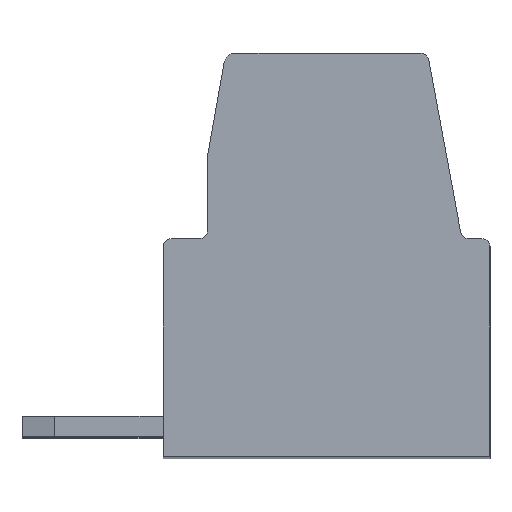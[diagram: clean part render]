
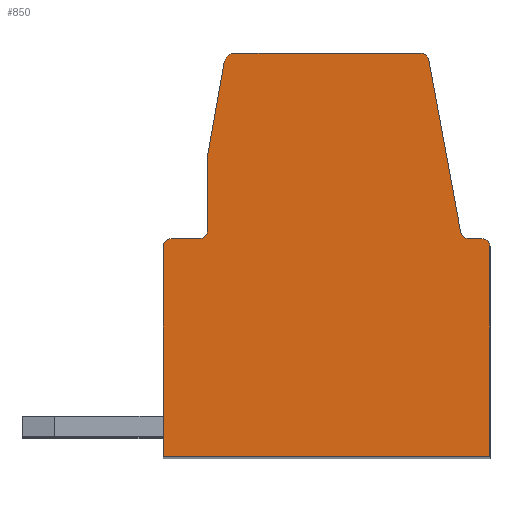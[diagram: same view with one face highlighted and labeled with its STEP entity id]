
A CAD part, top view. The second image highlights one B-rep face of the part: STEP entity #850.
In plain terms, the highlighted planar face has unit normal (0, 0, 1).
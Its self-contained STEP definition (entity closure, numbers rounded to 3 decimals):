
#850 = ADVANCED_FACE( '', ( #1769 ), #1770, .F. );
#1769 = FACE_OUTER_BOUND( '', #2765, .T. );
#1770 = PLANE( '', #2766 );
#2765 = EDGE_LOOP( '', ( #5142, #5143, #5144, #5145, #5146, #5147, #5148, #5149, #5150, #5151, #5152, #5153, #5154, #5155, #5156 ) );
#2766 = AXIS2_PLACEMENT_3D( '', #5157, #5158, #5159 );
#5142 = ORIENTED_EDGE( '', *, *, #6220, .T. );
#5143 = ORIENTED_EDGE( '', *, *, #6155, .T. );
#5144 = ORIENTED_EDGE( '', *, *, #6029, .F. );
#5145 = ORIENTED_EDGE( '', *, *, #6798, .T. );
#5146 = ORIENTED_EDGE( '', *, *, #6323, .T. );
#5147 = ORIENTED_EDGE( '', *, *, #6385, .T. );
#5148 = ORIENTED_EDGE( '', *, *, #6952, .T. );
#5149 = ORIENTED_EDGE( '', *, *, #7010, .T. );
#5150 = ORIENTED_EDGE( '', *, *, #7011, .F. );
#5151 = ORIENTED_EDGE( '', *, *, #7012, .T. );
#5152 = ORIENTED_EDGE( '', *, *, #6073, .F. );
#5153 = ORIENTED_EDGE( '', *, *, #6448, .T. );
#5154 = ORIENTED_EDGE( '', *, *, #6292, .T. );
#5155 = ORIENTED_EDGE( '', *, *, #6838, .T. );
#5156 = ORIENTED_EDGE( '', *, *, #7013, .F. );
#5157 = CARTESIAN_POINT( '', ( 0.81, -4.4, 0. ) );
#5158 = DIRECTION( '', ( 0., 0., -1. ) );
#5159 = DIRECTION( '', ( 0., 1., 0. ) );
#6029 = EDGE_CURVE( '', #7194, #7196, #7197, .T. );
#6073 = EDGE_CURVE( '', #7272, #7274, #7275, .T. );
#6155 = EDGE_CURVE( '', #7416, #7196, #7417, .T. );
#6220 = EDGE_CURVE( '', #7531, #7416, #7532, .T. );
#6292 = EDGE_CURVE( '', #7646, #7650, #7652, .T. );
#6323 = EDGE_CURVE( '', #7699, #7703, #7705, .T. );
#6385 = EDGE_CURVE( '', #7703, #7801, #7802, .T. );
#6448 = EDGE_CURVE( '', #7272, #7646, #7902, .T. );
#6798 = EDGE_CURVE( '', #7194, #7699, #8448, .T. );
#6838 = EDGE_CURVE( '', #7650, #8496, #8498, .T. );
#6952 = EDGE_CURVE( '', #7801, #8640, #8642, .T. );
#7010 = EDGE_CURVE( '', #8640, #8710, #8711, .T. );
#7011 = EDGE_CURVE( '', #8712, #8710, #8713, .T. );
#7012 = EDGE_CURVE( '', #8712, #7274, #8714, .T. );
#7013 = EDGE_CURVE( '', #7531, #8496, #8715, .T. );
#7194 = VERTEX_POINT( '', #8912 );
#7196 = VERTEX_POINT( '', #8915 );
#7197 = CIRCLE( '', #8916, 0.2 );
#7272 = VERTEX_POINT( '', #9019 );
#7274 = VERTEX_POINT( '', #9022 );
#7275 = CIRCLE( '', #9023, 0.2 );
#7416 = VERTEX_POINT( '', #9216 );
#7417 = LINE( '', #9217, #9218 );
#7531 = VERTEX_POINT( '', #9382 );
#7532 = LINE( '', #9383, #9384 );
#7646 = VERTEX_POINT( '', #9547 );
#7650 = VERTEX_POINT( '', #9552 );
#7652 = CIRCLE( '', #9555, 0.2 );
#7699 = VERTEX_POINT( '', #9623 );
#7703 = VERTEX_POINT( '', #9628 );
#7705 = CIRCLE( '', #9631, 0.2 );
#7801 = VERTEX_POINT( '', #9769 );
#7802 = LINE( '', #9770, #9771 );
#7902 = LINE( '', #9923, #9924 );
#8448 = LINE( '', #10728, #10729 );
#8496 = VERTEX_POINT( '', #10800 );
#8498 = LINE( '', #10803, #10804 );
#8640 = VERTEX_POINT( '', #11018 );
#8642 = LINE( '', #11021, #11022 );
#8710 = VERTEX_POINT( '', #11121 );
#8711 = LINE( '', #11122, #11123 );
#8712 = VERTEX_POINT( '', #11124 );
#8713 = CIRCLE( '', #11125, 0.2 );
#8714 = LINE( '', #11126, #11127 );
#8715 = CIRCLE( '', #11128, 0.3 );
#8912 = CARTESIAN_POINT( '', ( -7.2, 5.4, 0. ) );
#8915 = CARTESIAN_POINT( '', ( -7., 5.6, 0. ) );
#8916 = AXIS2_PLACEMENT_3D( '', #11377, #11378, #11379 );
#9019 = CARTESIAN_POINT( '', ( -0.728, 5.564, 0. ) );
#9022 = CARTESIAN_POINT( '', ( -0.531, 5.4, 0. ) );
#9023 = AXIS2_PLACEMENT_3D( '', #11424, #11425, #11426 );
#9216 = CARTESIAN_POINT( '', ( -7., 7.448, 0. ) );
#9217 = CARTESIAN_POINT( '', ( -7., -18.438, 0. ) );
#9218 = VECTOR( '', #11518, 1000. );
#9382 = CARTESIAN_POINT( '', ( -6.594, 9.752, 0. ) );
#9383 = CARTESIAN_POINT( '', ( -11.564, -18.438, 0. ) );
#9384 = VECTOR( '', #11572, 1000. );
#9547 = CARTESIAN_POINT( '', ( -1.52, 9.836, 0. ) );
#9552 = CARTESIAN_POINT( '', ( -1.716, 10., 0. ) );
#9555 = AXIS2_PLACEMENT_3D( '', #11639, #11640, #11641 );
#9623 = CARTESIAN_POINT( '', ( -7.9, 5.4, 0. ) );
#9628 = CARTESIAN_POINT( '', ( -8.1, 5.2, 0. ) );
#9631 = AXIS2_PLACEMENT_3D( '', #11668, #11669, #11670 );
#9769 = CARTESIAN_POINT( '', ( -8.1, 0., 0. ) );
#9770 = CARTESIAN_POINT( '', ( -8.1, -18.438, 0. ) );
#9771 = VECTOR( '', #11722, 1000. );
#9923 = CARTESIAN_POINT( '', ( 3.721, -18.438, 0. ) );
#9924 = VECTOR( '', #11781, 1000. );
#10728 = CARTESIAN_POINT( '', ( -16.414, 5.4, 0. ) );
#10729 = VECTOR( '', #12118, 1000. );
#10800 = CARTESIAN_POINT( '', ( -6.298, 10., 0. ) );
#10803 = CARTESIAN_POINT( '', ( -16.414, 10., 0. ) );
#10804 = VECTOR( '', #12149, 1000. );
#11018 = CARTESIAN_POINT( '', ( 0., 0., 0. ) );
#11021 = CARTESIAN_POINT( '', ( -16.414, 0., 0. ) );
#11022 = VECTOR( '', #12232, 1000. );
#11121 = CARTESIAN_POINT( '', ( 0., 5.2, 0. ) );
#11122 = CARTESIAN_POINT( '', ( 0., -18.438, 0. ) );
#11123 = VECTOR( '', #12270, 1000. );
#11124 = CARTESIAN_POINT( '', ( -0.2, 5.4, 0. ) );
#11125 = AXIS2_PLACEMENT_3D( '', #12271, #12272, #12273 );
#11126 = CARTESIAN_POINT( '', ( -16.414, 5.4, 0. ) );
#11127 = VECTOR( '', #12274, 1000. );
#11128 = AXIS2_PLACEMENT_3D( '', #12275, #12276, #12277 );
#11377 = CARTESIAN_POINT( '', ( -7.2, 5.6, 0. ) );
#11378 = DIRECTION( '', ( 0., 0., 1. ) );
#11379 = DIRECTION( '', ( 1., 0., 0. ) );
#11424 = CARTESIAN_POINT( '', ( -0.531, 5.6, 0. ) );
#11425 = DIRECTION( '', ( 0., 0., 1. ) );
#11426 = DIRECTION( '', ( 1., 0., 0. ) );
#11518 = DIRECTION( '', ( 0., -1., 0. ) );
#11572 = DIRECTION( '', ( -0.174, -0.985, 0. ) );
#11639 = CARTESIAN_POINT( '', ( -1.716, 9.8, 0. ) );
#11640 = DIRECTION( '', ( 0., 0., 1. ) );
#11641 = DIRECTION( '', ( 1., 0., 0. ) );
#11668 = CARTESIAN_POINT( '', ( -7.9, 5.2, 0. ) );
#11669 = DIRECTION( '', ( 0., 0., 1. ) );
#11670 = DIRECTION( '', ( 1., 0., 0. ) );
#11722 = DIRECTION( '', ( 0., -1., 0. ) );
#11781 = DIRECTION( '', ( -0.182, 0.983, 0. ) );
#12118 = DIRECTION( '', ( -1., 0., 0. ) );
#12149 = DIRECTION( '', ( -1., 0., 0. ) );
#12232 = DIRECTION( '', ( 1., 0., 0. ) );
#12270 = DIRECTION( '', ( 0., 1., 0. ) );
#12271 = CARTESIAN_POINT( '', ( -0.2, 5.2, 0. ) );
#12272 = DIRECTION( '', ( 0., 0., -1. ) );
#12273 = DIRECTION( '', ( -1., 0., 0. ) );
#12274 = DIRECTION( '', ( -1., 0., 0. ) );
#12275 = CARTESIAN_POINT( '', ( -6.298, 9.7, 0. ) );
#12276 = DIRECTION( '', ( 0., 0., -1. ) );
#12277 = DIRECTION( '', ( -1., 0., 0. ) );
